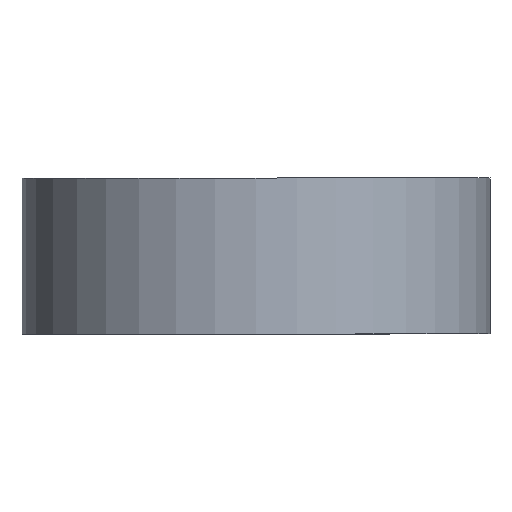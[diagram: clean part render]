
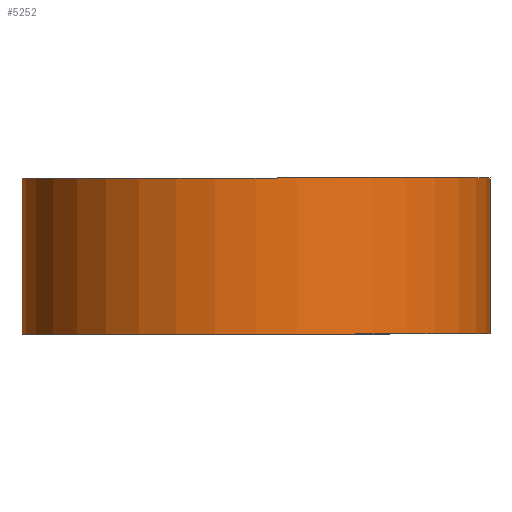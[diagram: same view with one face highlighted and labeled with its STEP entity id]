
A CAD part, left-side view. The second image highlights one B-rep face of the part: STEP entity #5252.
In plain terms, the highlighted cylindrical face has radius 48 mm (diameter 96 mm), a partial arc.
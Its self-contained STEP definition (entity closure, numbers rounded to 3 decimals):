
#44 = VERTEX_POINT ( 'NONE', #2018 ) ;
#161 = AXIS2_PLACEMENT_3D ( 'NONE', #1028, #2620, #3616 ) ;
#218 = CIRCLE ( 'NONE', #436, 48. ) ;
#436 = AXIS2_PLACEMENT_3D ( 'NONE', #5125, #5105, #3016 ) ;
#1028 = CARTESIAN_POINT ( 'NONE',  ( 0., 0., -32. ) ) ;
#1283 = VERTEX_POINT ( 'NONE', #3489 ) ;
#1556 = FACE_OUTER_BOUND ( 'NONE', #5191, .T. ) ;
#1571 = CARTESIAN_POINT ( 'NONE',  ( 0., 48., -32. ) ) ;
#1632 = AXIS2_PLACEMENT_3D ( 'NONE', #3898, #2663, #1806 ) ;
#1656 = CARTESIAN_POINT ( 'NONE',  ( 0., -48., 0. ) ) ;
#1806 = DIRECTION ( 'NONE',  ( 0., -1., 0. ) ) ;
#1813 = VECTOR ( 'NONE', #3679, 1000. ) ;
#2018 = CARTESIAN_POINT ( 'NONE',  ( 0., -48., -32. ) ) ;
#2064 = VECTOR ( 'NONE', #4844, 1000. ) ;
#2128 = EDGE_CURVE ( 'NONE', #44, #4583, #3172, .T. ) ;
#2186 = VERTEX_POINT ( 'NONE', #2837 ) ;
#2549 = ORIENTED_EDGE ( 'NONE', *, *, #2649, .F. ) ;
#2620 = DIRECTION ( 'NONE',  ( 0., 0., 1. ) ) ;
#2649 = EDGE_CURVE ( 'NONE', #44, #2186, #218, .T. ) ;
#2663 = DIRECTION ( 'NONE',  ( 0., 0., -1. ) ) ;
#2837 = CARTESIAN_POINT ( 'NONE',  ( 0., 48., -32. ) ) ;
#2952 = CIRCLE ( 'NONE', #1632, 48. ) ;
#3016 = DIRECTION ( 'NONE',  ( 0., -1., 0. ) ) ;
#3172 = LINE ( 'NONE', #3556, #2064 ) ;
#3278 = ORIENTED_EDGE ( 'NONE', *, *, #5209, .T. ) ;
#3322 = ORIENTED_EDGE ( 'NONE', *, *, #2128, .T. ) ;
#3489 = CARTESIAN_POINT ( 'NONE',  ( 0., 48., 0. ) ) ;
#3556 = CARTESIAN_POINT ( 'NONE',  ( 0., -48., -32. ) ) ;
#3616 = DIRECTION ( 'NONE',  ( 0., 1., 0. ) ) ;
#3679 = DIRECTION ( 'NONE',  ( 0., 0., 1. ) ) ;
#3898 = CARTESIAN_POINT ( 'NONE',  ( 0., 0., 0. ) ) ;
#3913 = LINE ( 'NONE', #1571, #1813 ) ;
#4016 = ORIENTED_EDGE ( 'NONE', *, *, #4486, .F. ) ;
#4113 = CYLINDRICAL_SURFACE ( 'NONE', #161, 48. ) ;
#4486 = EDGE_CURVE ( 'NONE', #2186, #1283, #3913, .T. ) ;
#4583 = VERTEX_POINT ( 'NONE', #1656 ) ;
#4844 = DIRECTION ( 'NONE',  ( 0., 0., 1. ) ) ;
#5105 = DIRECTION ( 'NONE',  ( 0., 0., -1. ) ) ;
#5125 = CARTESIAN_POINT ( 'NONE',  ( 0., 0., -32. ) ) ;
#5191 = EDGE_LOOP ( 'NONE', ( #2549, #3322, #3278, #4016 ) ) ;
#5209 = EDGE_CURVE ( 'NONE', #4583, #1283, #2952, .T. ) ;
#5252 = ADVANCED_FACE ( 'NONE', ( #1556 ), #4113, .T. ) ;
